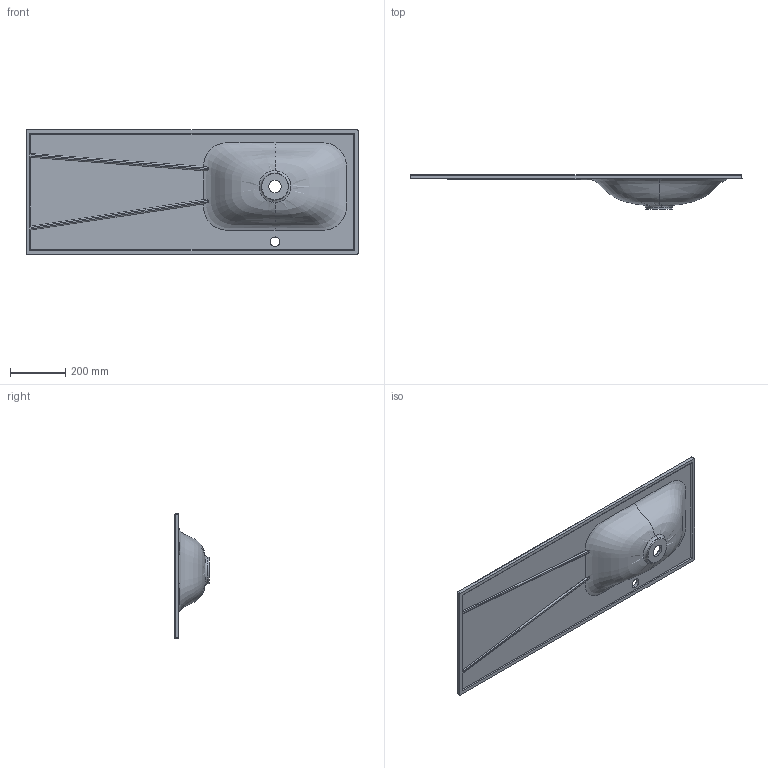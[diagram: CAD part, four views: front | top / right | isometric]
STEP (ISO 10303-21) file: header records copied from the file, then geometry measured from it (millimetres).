
FILE_DESCRIPTION (( 'STEP AP214' ), '1' );
FILE_NAME ('Jessel 1200R.STEP', '2021-03-02T08:55:43', ( '' ), ( '' ), 'SwSTEP 2.0', 'SolidWorks 2020', '' );
FILE_SCHEMA (( 'AUTOMOTIVE_DESIGN' ));
Length unit declared in the file: millimetre
Products named in the file (1): Jessel 1200R
Bounding box: 1200 x 124 x 450 mm (x, y, z)
Volume: 6674831.6 mm3; surface area: 1207086.5 mm2
Topology: 1 solids, 1 shells, 54 faces, 144 edges, 94 vertices
Faces by surface type: cylinder 22, plane 18, bspline 6, sphere 4, cone 4
Entity records: 23034 total; most frequent: CARTESIAN_POINT 21753, ORIENTED_EDGE 288, DIRECTION 224, EDGE_CURVE 144, VERTEX_POINT 94, AXIS2_PLACEMENT_3D 81, VECTOR 62, LINE 62
